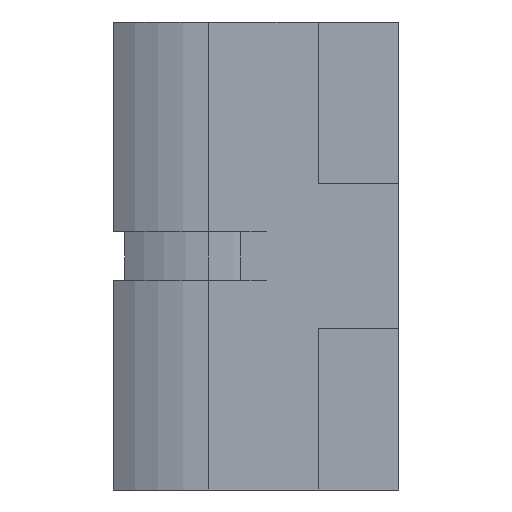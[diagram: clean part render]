
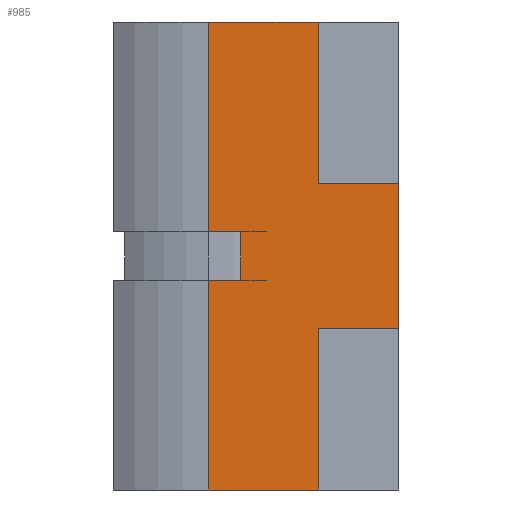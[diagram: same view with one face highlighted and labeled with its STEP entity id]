
A CAD part, left-side view. The second image highlights one B-rep face of the part: STEP entity #985.
In plain terms, the highlighted planar face has unit normal (-1, 0, 0).
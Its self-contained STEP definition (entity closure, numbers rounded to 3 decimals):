
#13 = CARTESIAN_POINT ( 'NONE',  ( 0., 3.2, 0. ) ) ;
#29 = DIRECTION ( 'NONE',  ( 0., 0., -1. ) ) ;
#98 = LINE ( 'NONE', #1662, #233 ) ;
#104 = DIRECTION ( 'NONE',  ( 0., -1., 0. ) ) ;
#112 = CARTESIAN_POINT ( 'NONE',  ( 0., 3.2, -4.5 ) ) ;
#126 = ORIENTED_EDGE ( 'NONE', *, *, #1704, .F. ) ;
#129 = ORIENTED_EDGE ( 'NONE', *, *, #135, .T. ) ;
#135 = EDGE_CURVE ( 'NONE', #614, #1010, #666, .T. ) ;
#152 = ORIENTED_EDGE ( 'NONE', *, *, #898, .F. ) ;
#154 = VERTEX_POINT ( 'NONE', #481 ) ;
#156 = DIRECTION ( 'NONE',  ( 0., 1., 0. ) ) ;
#177 = CARTESIAN_POINT ( 'NONE',  ( 0., 0., 14.5 ) ) ;
#204 = DIRECTION ( 'NONE',  ( 0., 0., -1. ) ) ;
#210 = FACE_OUTER_BOUND ( 'NONE', #1485, .T. ) ;
#233 = VECTOR ( 'NONE', #912, 1000. ) ;
#251 = VECTOR ( 'NONE', #536, 1000. ) ;
#264 = CARTESIAN_POINT ( 'NONE',  ( 0., 3.2, 4.5 ) ) ;
#266 = EDGE_CURVE ( 'NONE', #1015, #614, #1438, .T. ) ;
#305 = DIRECTION ( 'NONE',  ( 0., 0., -1. ) ) ;
#308 = ORIENTED_EDGE ( 'NONE', *, *, #508, .F. ) ;
#312 = DIRECTION ( 'NONE',  ( 0., -1., 0. ) ) ;
#320 = VECTOR ( 'NONE', #1452, 1000. ) ;
#337 = LINE ( 'NONE', #1034, #1353 ) ;
#339 = LINE ( 'NONE', #1591, #251 ) ;
#343 = VECTOR ( 'NONE', #29, 1000. ) ;
#364 = VECTOR ( 'NONE', #305, 1000. ) ;
#378 = VECTOR ( 'NONE', #945, 1000. ) ;
#400 = LINE ( 'NONE', #844, #364 ) ;
#406 = VERTEX_POINT ( 'NONE', #1531 ) ;
#429 = CARTESIAN_POINT ( 'NONE',  ( 0., 3.2, 14.5 ) ) ;
#436 = ORIENTED_EDGE ( 'NONE', *, *, #266, .T. ) ;
#481 = CARTESIAN_POINT ( 'NONE',  ( 0., -1.8, -4.5 ) ) ;
#508 = EDGE_CURVE ( 'NONE', #1163, #1280, #582, .T. ) ;
#514 = CARTESIAN_POINT ( 'NONE',  ( 0., 8., 1.5 ) ) ;
#523 = ORIENTED_EDGE ( 'NONE', *, *, #534, .T. ) ;
#534 = EDGE_CURVE ( 'NONE', #1163, #1686, #400, .T. ) ;
#536 = DIRECTION ( 'NONE',  ( 0., 0., 1. ) ) ;
#574 = ORIENTED_EDGE ( 'NONE', *, *, #1287, .F. ) ;
#582 = LINE ( 'NONE', #177, #1056 ) ;
#602 = CARTESIAN_POINT ( 'NONE',  ( 0., -1.8, 4.5 ) ) ;
#614 = VERTEX_POINT ( 'NONE', #1131 ) ;
#650 = ORIENTED_EDGE ( 'NONE', *, *, #1301, .F. ) ;
#666 = LINE ( 'NONE', #1384, #1152 ) ;
#751 = VECTOR ( 'NONE', #204, 1000. ) ;
#762 = ORIENTED_EDGE ( 'NONE', *, *, #1020, .F. ) ;
#789 = PLANE ( 'NONE',  #887 ) ;
#822 = DIRECTION ( 'NONE',  ( 0., -1., 0. ) ) ;
#844 = CARTESIAN_POINT ( 'NONE',  ( 0., 10., 14.5 ) ) ;
#863 = VERTEX_POINT ( 'NONE', #112 ) ;
#865 = DIRECTION ( 'NONE',  ( 0., -1., 0. ) ) ;
#887 = AXIS2_PLACEMENT_3D ( 'NONE', #1440, #1700, #913 ) ;
#898 = EDGE_CURVE ( 'NONE', #863, #1010, #1377, .T. ) ;
#912 = DIRECTION ( 'NONE',  ( 0., 1., 0. ) ) ;
#913 = DIRECTION ( 'NONE',  ( 0., 1., 0. ) ) ;
#945 = DIRECTION ( 'NONE',  ( 0., 0., -1. ) ) ;
#952 = CARTESIAN_POINT ( 'NONE',  ( 0., 10., 1.5 ) ) ;
#961 = ORIENTED_EDGE ( 'NONE', *, *, #1630, .T. ) ;
#983 = VERTEX_POINT ( 'NONE', #514 ) ;
#985 = ADVANCED_FACE ( 'NONE', ( #210 ), #789, .F. ) ;
#1010 = VERTEX_POINT ( 'NONE', #1199 ) ;
#1015 = VERTEX_POINT ( 'NONE', #1086 ) ;
#1020 = EDGE_CURVE ( 'NONE', #1280, #1181, #1294, .T. ) ;
#1034 = CARTESIAN_POINT ( 'NONE',  ( 0., 3.2, -4.5 ) ) ;
#1056 = VECTOR ( 'NONE', #312, 1000. ) ;
#1070 = EDGE_CURVE ( 'NONE', #406, #983, #339, .T. ) ;
#1081 = VECTOR ( 'NONE', #156, 1000. ) ;
#1086 = CARTESIAN_POINT ( 'NONE',  ( 0., 10., -1.5 ) ) ;
#1131 = CARTESIAN_POINT ( 'NONE',  ( 0., 10., -14.5 ) ) ;
#1136 = ORIENTED_EDGE ( 'NONE', *, *, #1070, .F. ) ;
#1152 = VECTOR ( 'NONE', #865, 1000. ) ;
#1163 = VERTEX_POINT ( 'NONE', #1598 ) ;
#1181 = VERTEX_POINT ( 'NONE', #264 ) ;
#1191 = CARTESIAN_POINT ( 'NONE',  ( 0., -1.8, 4.5 ) ) ;
#1199 = CARTESIAN_POINT ( 'NONE',  ( 0., 3.2, -14.5 ) ) ;
#1204 = CARTESIAN_POINT ( 'NONE',  ( 0., 3.2, 4.5 ) ) ;
#1231 = VECTOR ( 'NONE', #822, 1000. ) ;
#1280 = VERTEX_POINT ( 'NONE', #429 ) ;
#1287 = EDGE_CURVE ( 'NONE', #983, #1686, #1435, .T. ) ;
#1294 = LINE ( 'NONE', #13, #378 ) ;
#1301 = EDGE_CURVE ( 'NONE', #1526, #154, #1636, .T. ) ;
#1334 = CARTESIAN_POINT ( 'NONE',  ( 0., 10., 1.5 ) ) ;
#1353 = VECTOR ( 'NONE', #104, 1000. ) ;
#1377 = LINE ( 'NONE', #1447, #320 ) ;
#1384 = CARTESIAN_POINT ( 'NONE',  ( 0., 0., -14.5 ) ) ;
#1435 = LINE ( 'NONE', #952, #1081 ) ;
#1438 = LINE ( 'NONE', #1484, #343 ) ;
#1440 = CARTESIAN_POINT ( 'NONE',  ( 0., 0., 14.5 ) ) ;
#1447 = CARTESIAN_POINT ( 'NONE',  ( 0., 3.2, 0. ) ) ;
#1452 = DIRECTION ( 'NONE',  ( 0., 0., -1. ) ) ;
#1471 = LINE ( 'NONE', #1204, #1231 ) ;
#1484 = CARTESIAN_POINT ( 'NONE',  ( 0., 10., 14.5 ) ) ;
#1485 = EDGE_LOOP ( 'NONE', ( #1136, #1588, #436, #129, #152, #961, #650, #126, #762, #308, #523, #574 ) ) ;
#1521 = EDGE_CURVE ( 'NONE', #406, #1015, #98, .T. ) ;
#1526 = VERTEX_POINT ( 'NONE', #1191 ) ;
#1531 = CARTESIAN_POINT ( 'NONE',  ( 0., 8., -1.5 ) ) ;
#1588 = ORIENTED_EDGE ( 'NONE', *, *, #1521, .T. ) ;
#1591 = CARTESIAN_POINT ( 'NONE',  ( 0., 8., -1.5 ) ) ;
#1598 = CARTESIAN_POINT ( 'NONE',  ( 0., 10., 14.5 ) ) ;
#1630 = EDGE_CURVE ( 'NONE', #863, #154, #337, .T. ) ;
#1636 = LINE ( 'NONE', #602, #751 ) ;
#1662 = CARTESIAN_POINT ( 'NONE',  ( 0., 10., -1.5 ) ) ;
#1686 = VERTEX_POINT ( 'NONE', #1334 ) ;
#1700 = DIRECTION ( 'NONE',  ( 1., 0., 0. ) ) ;
#1704 = EDGE_CURVE ( 'NONE', #1181, #1526, #1471, .T. ) ;
